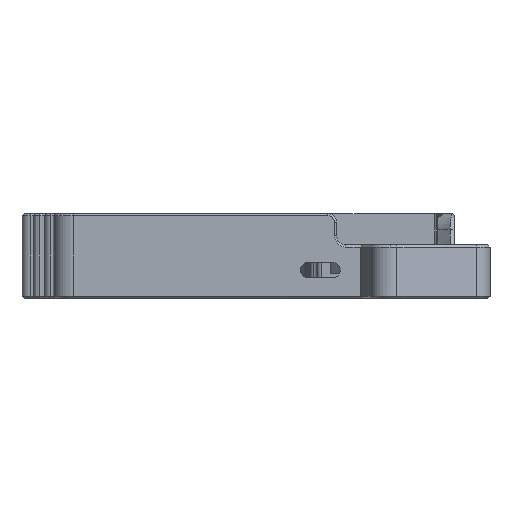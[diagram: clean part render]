
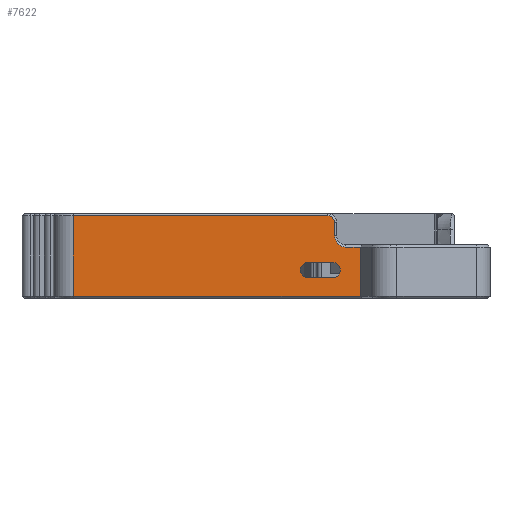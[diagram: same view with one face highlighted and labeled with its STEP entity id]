
A CAD part, left-side view. The second image highlights one B-rep face of the part: STEP entity #7622.
In plain terms, the highlighted planar face has unit normal (-1, 0, 0).
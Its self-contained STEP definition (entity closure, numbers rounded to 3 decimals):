
#654=CARTESIAN_POINT('',(-57.72,-17.378,5.1));
#655=VERTEX_POINT('',#654);
#662=CARTESIAN_POINT('',(-57.72,-11.878,5.1));
#663=VERTEX_POINT('',#662);
#664=CARTESIAN_POINT('',(-57.72,-17.378,5.1));
#665=DIRECTION('',(0.,1.,0.));
#666=VECTOR('',#665,5.5);
#667=LINE('',#664,#666);
#668=EDGE_CURVE('',#655,#663,#667,.T.);
#7504=CARTESIAN_POINT('',(-57.72,43.248,16.));
#7505=DIRECTION('',(-1.,0.,-0.));
#7506=DIRECTION('',(-0.,-1.,0.));
#7507=AXIS2_PLACEMENT_3D('',#7504,#7505,#7506);
#7508=PLANE('',#7507);
#7509=ORIENTED_EDGE('',*,*,#668,.F.);
#7510=CARTESIAN_POINT('',(-57.72,-19.128,3.35));
#7511=VERTEX_POINT('',#7510);
#7512=CARTESIAN_POINT('',(-57.72,-17.378,3.35));
#7513=DIRECTION('',(-1.,0.,-0.));
#7514=DIRECTION('',(-0.,-1.,0.));
#7515=AXIS2_PLACEMENT_3D('',#7512,#7513,#7514);
#7516=CIRCLE('',#7515,1.75);
#7517=EDGE_CURVE('',#7511,#655,#7516,.T.);
#7518=ORIENTED_EDGE('',*,*,#7517,.F.);
#7519=CARTESIAN_POINT('',(-57.72,-17.378,1.6));
#7520=VERTEX_POINT('',#7519);
#7521=CARTESIAN_POINT('',(-57.72,-17.378,3.35));
#7522=DIRECTION('',(-1.,0.,-0.));
#7523=DIRECTION('',(-0.,-1.,0.));
#7524=AXIS2_PLACEMENT_3D('',#7521,#7522,#7523);
#7525=CIRCLE('',#7524,1.75);
#7526=EDGE_CURVE('',#7520,#7511,#7525,.T.);
#7527=ORIENTED_EDGE('',*,*,#7526,.F.);
#7528=CARTESIAN_POINT('',(-57.72,-11.878,1.6));
#7529=VERTEX_POINT('',#7528);
#7530=CARTESIAN_POINT('',(-57.72,-11.878,1.6));
#7531=DIRECTION('',(-0.,-1.,0.));
#7532=VECTOR('',#7531,5.5);
#7533=LINE('',#7530,#7532);
#7534=EDGE_CURVE('',#7529,#7520,#7533,.T.);
#7535=ORIENTED_EDGE('',*,*,#7534,.F.);
#7536=CARTESIAN_POINT('',(-57.72,-10.128,3.35));
#7537=VERTEX_POINT('',#7536);
#7538=CARTESIAN_POINT('',(-57.72,-11.878,3.35));
#7539=DIRECTION('',(-1.,0.,-0.));
#7540=DIRECTION('',(-0.,-1.,0.));
#7541=AXIS2_PLACEMENT_3D('',#7538,#7539,#7540);
#7542=CIRCLE('',#7541,1.75);
#7543=EDGE_CURVE('',#7537,#7529,#7542,.T.);
#7544=ORIENTED_EDGE('',*,*,#7543,.F.);
#7545=CARTESIAN_POINT('',(-57.72,-11.878,3.35));
#7546=DIRECTION('',(-1.,0.,-0.));
#7547=DIRECTION('',(-0.,-1.,0.));
#7548=AXIS2_PLACEMENT_3D('',#7545,#7546,#7547);
#7549=CIRCLE('',#7548,1.75);
#7550=EDGE_CURVE('',#663,#7537,#7549,.T.);
#7551=ORIENTED_EDGE('',*,*,#7550,.F.);
#7552=EDGE_LOOP('',(#7509,#7518,#7527,#7535,#7544,#7551));
#7553=FACE_BOUND('',#7552,.T.);
#7554=CARTESIAN_POINT('',(-57.72,40.748,15.5));
#7555=VERTEX_POINT('',#7554);
#7556=CARTESIAN_POINT('',(-57.72,40.748,-2.5));
#7557=VERTEX_POINT('',#7556);
#7558=CARTESIAN_POINT('',(-57.72,40.748,15.5));
#7559=DIRECTION('',(0.,-0.,-1.));
#7560=VECTOR('',#7559,18.);
#7561=LINE('',#7558,#7560);
#7562=EDGE_CURVE('',#7555,#7557,#7561,.T.);
#7563=ORIENTED_EDGE('',*,*,#7562,.T.);
#7564=CARTESIAN_POINT('',(-57.72,-23.573,-2.5));
#7565=VERTEX_POINT('',#7564);
#7566=CARTESIAN_POINT('',(-57.72,40.748,-2.5));
#7567=DIRECTION('',(-0.,-1.,0.));
#7568=VECTOR('',#7567,64.321);
#7569=LINE('',#7566,#7568);
#7570=EDGE_CURVE('',#7557,#7565,#7569,.T.);
#7571=ORIENTED_EDGE('',*,*,#7570,.T.);
#7572=CARTESIAN_POINT('',(-57.72,-23.573,8.5));
#7573=VERTEX_POINT('',#7572);
#7574=CARTESIAN_POINT('',(-57.72,-23.573,8.5));
#7575=DIRECTION('',(0.,-0.,-1.));
#7576=VECTOR('',#7575,11.);
#7577=LINE('',#7574,#7576);
#7578=EDGE_CURVE('',#7573,#7565,#7577,.T.);
#7579=ORIENTED_EDGE('',*,*,#7578,.F.);
#7580=CARTESIAN_POINT('',(-57.72,-20.306,8.5));
#7581=VERTEX_POINT('',#7580);
#7582=CARTESIAN_POINT('',(-57.72,-23.573,8.5));
#7583=DIRECTION('',(0.,1.,0.));
#7584=VECTOR('',#7583,3.267);
#7585=LINE('',#7582,#7584);
#7586=EDGE_CURVE('',#7573,#7581,#7585,.T.);
#7587=ORIENTED_EDGE('',*,*,#7586,.T.);
#7588=CARTESIAN_POINT('',(-57.72,-17.806,11.));
#7589=VERTEX_POINT('',#7588);
#7590=CARTESIAN_POINT('',(-57.72,-20.306,11.));
#7591=DIRECTION('',(1.,-0.,0.));
#7592=DIRECTION('',(-0.,-1.,0.));
#7593=AXIS2_PLACEMENT_3D('',#7590,#7591,#7592);
#7594=CIRCLE('',#7593,2.5);
#7595=EDGE_CURVE('',#7581,#7589,#7594,.T.);
#7596=ORIENTED_EDGE('',*,*,#7595,.T.);
#7597=CARTESIAN_POINT('',(-57.72,-17.806,14.));
#7598=VERTEX_POINT('',#7597);
#7599=CARTESIAN_POINT('',(-57.72,-17.806,11.));
#7600=DIRECTION('',(-0.,0.,1.));
#7601=VECTOR('',#7600,3.);
#7602=LINE('',#7599,#7601);
#7603=EDGE_CURVE('',#7589,#7598,#7602,.T.);
#7604=ORIENTED_EDGE('',*,*,#7603,.T.);
#7605=CARTESIAN_POINT('',(-57.72,-16.306,15.5));
#7606=VERTEX_POINT('',#7605);
#7607=CARTESIAN_POINT('',(-57.72,-16.306,14.));
#7608=DIRECTION('',(-1.,0.,-0.));
#7609=DIRECTION('',(-0.,-1.,0.));
#7610=AXIS2_PLACEMENT_3D('',#7607,#7608,#7609);
#7611=CIRCLE('',#7610,1.5);
#7612=EDGE_CURVE('',#7598,#7606,#7611,.T.);
#7613=ORIENTED_EDGE('',*,*,#7612,.T.);
#7614=CARTESIAN_POINT('',(-57.72,-16.306,15.5));
#7615=DIRECTION('',(0.,1.,0.));
#7616=VECTOR('',#7615,57.054);
#7617=LINE('',#7614,#7616);
#7618=EDGE_CURVE('',#7606,#7555,#7617,.T.);
#7619=ORIENTED_EDGE('',*,*,#7618,.T.);
#7620=EDGE_LOOP('',(#7563,#7571,#7579,#7587,#7596,#7604,#7613,#7619));
#7621=FACE_BOUND('',#7620,.T.);
#7622=ADVANCED_FACE('',(#7553,#7621),#7508,.T.);
